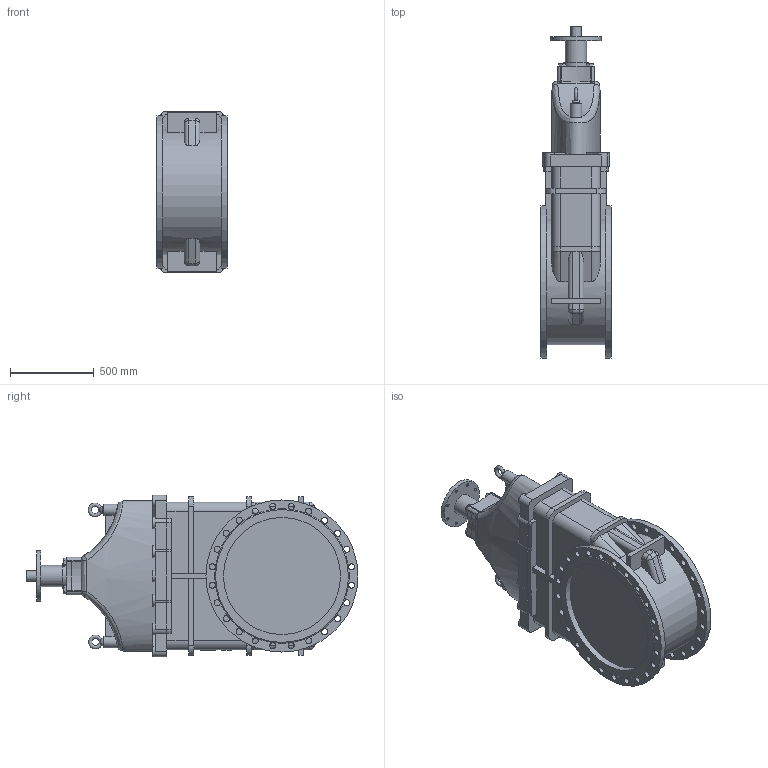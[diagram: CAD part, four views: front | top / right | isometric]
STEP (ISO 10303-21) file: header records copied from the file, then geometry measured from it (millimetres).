
FILE_DESCRIPTION(('STEP AP203'), '1');
FILE_NAME('3D_103-700-16', '', ('UNSPECIFIED'), ('UNSPECIFIED'), 'C3D Converter', 'C3D Toolkit', '');
FILE_SCHEMA(('CONFIG_CONTROL_DESIGN'));
Length unit declared in the file: millimetre
Bounding box: 430 x 1987 x 967.37 mm (x, y, z)
Volume: 407070614.1 mm3; surface area: 6356339.9 mm2
Topology: 7 solids, 7 shells, 3747 faces, 11278 edges, 7531 vertices
Faces by surface type: plane 3576, cylinder 147, sphere 8, cone 6, bspline 5, torus 5
Full cylindrical faces by diameter (mm): 18 x8, 37 x48, 60 x1, 69.098 x2, 127.218 x1, 154.779 x1, 200 x1, 300 x1, 700 x2, 753.167 x1, 910 x2
Entity records: 172993 total; most frequent: CARTESIAN_POINT 41541, ORIENTED_EDGE 22378, DIRECTION 18976, EDGE_CURVE 11189, LINE 10546, VECTOR 10546, VERTEX_POINT 7523, AXIS2_PLACEMENT_3D 4215
